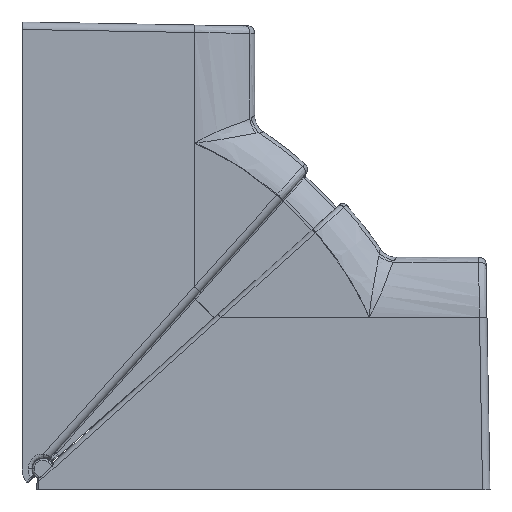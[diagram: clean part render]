
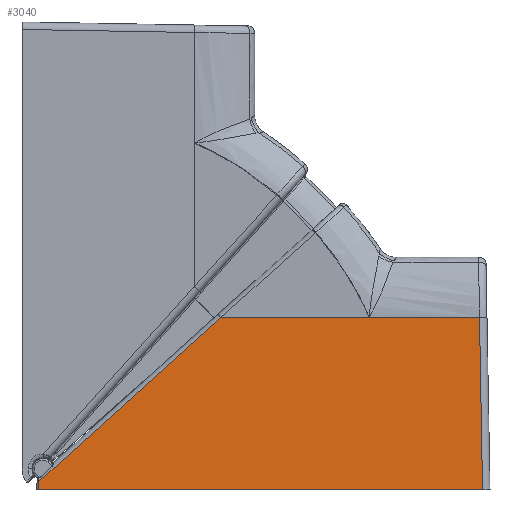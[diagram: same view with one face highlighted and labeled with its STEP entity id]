
A CAD part, left-side view. The second image highlights one B-rep face of the part: STEP entity #3040.
In plain terms, the highlighted planar face has unit normal (-1, 0, 0.002).
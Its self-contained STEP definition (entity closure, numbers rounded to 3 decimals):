
#570 = ORIENTED_EDGE ( 'NONE', *, *, #8366, .T. ) ;
#1039 = DIRECTION ( 'NONE',  ( 0., 1., 0. ) ) ;
#3040 = ADVANCED_FACE ( 'NONE', ( #57335 ), #60601, .T. ) ;
#3364 = CARTESIAN_POINT ( 'NONE',  ( -52.234, -0.439, -2.446 ) ) ;
#6178 = EDGE_CURVE ( 'NONE', #50850, #19390, #36700, .T. ) ;
#8366 = EDGE_CURVE ( 'NONE', #76721, #65297, #65036, .T. ) ;
#8747 = CARTESIAN_POINT ( 'NONE',  ( -52.226, 95.039, 1.814 ) ) ;
#8902 = CARTESIAN_POINT ( 'NONE',  ( -52.23, 95.157, -0.446 ) ) ;
#9713 = VECTOR ( 'NONE', #19528, 1000. ) ;
#9814 = LINE ( 'NONE', #38347, #24447 ) ;
#10530 = VERTEX_POINT ( 'NONE', #60690 ) ;
#12744 = VECTOR ( 'NONE', #26128, 1000. ) ;
#13557 = CARTESIAN_POINT ( 'NONE',  ( -52.176, -22.861, 30.657 ) ) ;
#13667 = CARTESIAN_POINT ( 'NONE',  ( -52.23, -23.404, -0.446 ) ) ;
#15633 = ORIENTED_EDGE ( 'NONE', *, *, #26568, .F. ) ;
#19390 = VERTEX_POINT ( 'NONE', #8747 ) ;
#19528 = DIRECTION ( 'NONE',  ( -0.002, 0.052, -0.999 ) ) ;
#20181 = VECTOR ( 'NONE', #41702, 1000. ) ;
#21309 = VECTOR ( 'NONE', #25937, 1000. ) ;
#23787 = DIRECTION ( 'NONE',  ( 0., -1., 0. ) ) ;
#24447 = VECTOR ( 'NONE', #1039, 1000. ) ;
#24617 = CARTESIAN_POINT ( 'NONE',  ( -52.15, 6.916, 45.558 ) ) ;
#25937 = DIRECTION ( 'NONE',  ( 0., 1., 0. ) ) ;
#26128 = DIRECTION ( 'NONE',  ( -0.002, -0.017, -1. ) ) ;
#26568 = EDGE_CURVE ( 'NONE', #10530, #65297, #27431, .T. ) ;
#27431 = LINE ( 'NONE', #13557, #12744 ) ;
#27635 = AXIS2_PLACEMENT_3D ( 'NONE', #3364, #29527, #73181 ) ;
#29527 = DIRECTION ( 'NONE',  ( -1., 0., 0.002 ) ) ;
#33062 = EDGE_CURVE ( 'NONE', #10530, #44754, #9814, .T. ) ;
#36700 = LINE ( 'NONE', #60002, #20181 ) ;
#38347 = CARTESIAN_POINT ( 'NONE',  ( -52.15, -0.439, 45.558 ) ) ;
#41702 = DIRECTION ( 'NONE',  ( -0.001, 0.743, -0.669 ) ) ;
#44754 = VERTEX_POINT ( 'NONE', #24617 ) ;
#47921 = EDGE_CURVE ( 'NONE', #19390, #76721, #59488, .T. ) ;
#50537 = LINE ( 'NONE', #63297, #21309 ) ;
#50850 = VERTEX_POINT ( 'NONE', #76913 ) ;
#52668 = EDGE_CURVE ( 'NONE', #44754, #50850, #50537, .T. ) ;
#54774 = ORIENTED_EDGE ( 'NONE', *, *, #47921, .T. ) ;
#57335 = FACE_OUTER_BOUND ( 'NONE', #58966, .T. ) ;
#58966 = EDGE_LOOP ( 'NONE', ( #70747, #54774, #570, #15633, #80108, #78305 ) ) ;
#59488 = LINE ( 'NONE', #75472, #9713 ) ;
#60002 = CARTESIAN_POINT ( 'NONE',  ( -52.15, 46.457, 45.558 ) ) ;
#60601 = PLANE ( 'NONE',  #27635 ) ;
#60690 = CARTESIAN_POINT ( 'NONE',  ( -52.15, -22.601, 45.558 ) ) ;
#61142 = CARTESIAN_POINT ( 'NONE',  ( -52.23, -0.439, -0.446 ) ) ;
#63297 = CARTESIAN_POINT ( 'NONE',  ( -52.15, 6.916, 45.558 ) ) ;
#65036 = LINE ( 'NONE', #61142, #66998 ) ;
#65297 = VERTEX_POINT ( 'NONE', #13667 ) ;
#66998 = VECTOR ( 'NONE', #23787, 1000. ) ;
#70747 = ORIENTED_EDGE ( 'NONE', *, *, #6178, .T. ) ;
#73181 = DIRECTION ( 'NONE',  ( 0.002, 0., 1. ) ) ;
#75472 = CARTESIAN_POINT ( 'NONE',  ( -52.226, 95.039, 1.814 ) ) ;
#76721 = VERTEX_POINT ( 'NONE', #8902 ) ;
#76913 = CARTESIAN_POINT ( 'NONE',  ( -52.15, 46.457, 45.558 ) ) ;
#78305 = ORIENTED_EDGE ( 'NONE', *, *, #52668, .T. ) ;
#80108 = ORIENTED_EDGE ( 'NONE', *, *, #33062, .T. ) ;
